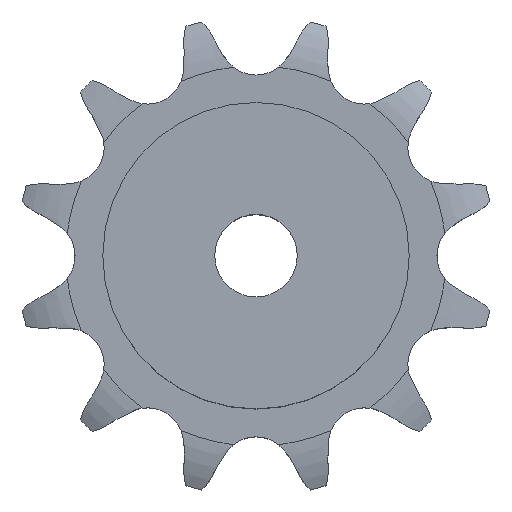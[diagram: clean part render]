
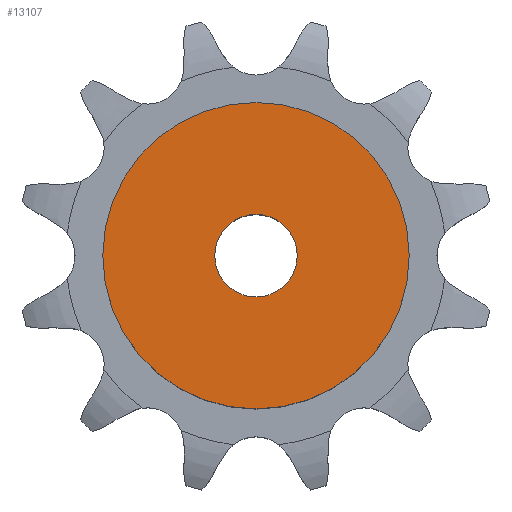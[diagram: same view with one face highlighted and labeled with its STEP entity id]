
A CAD part, top view. The second image highlights one B-rep face of the part: STEP entity #13107.
In plain terms, the highlighted planar face has unit normal (0, 0, 1).
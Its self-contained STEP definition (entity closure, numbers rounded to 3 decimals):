
#2097 = CYLINDRICAL_SURFACE('',#2098,26.);
#2098 = AXIS2_PLACEMENT_3D('',#2099,#2100,#2101);
#2099 = CARTESIAN_POINT('',(0.,0.,0.));
#2100 = DIRECTION('',(-0.,-0.,-1.));
#2101 = DIRECTION('',(1.,0.,0.));
#8510 = VERTEX_POINT('',#8511);
#8511 = CARTESIAN_POINT('',(26.,0.,35.));
#8532 = EDGE_CURVE('',#8510,#8510,#8533,.T.);
#8533 = SURFACE_CURVE('',#8534,(#8539,#8546),.PCURVE_S1.);
#8534 = CIRCLE('',#8535,26.);
#8535 = AXIS2_PLACEMENT_3D('',#8536,#8537,#8538);
#8536 = CARTESIAN_POINT('',(0.,0.,35.));
#8537 = DIRECTION('',(0.,0.,1.));
#8538 = DIRECTION('',(1.,0.,0.));
#8539 = PCURVE('',#2097,#8540);
#8540 = DEFINITIONAL_REPRESENTATION('',(#8541),#8545);
#8541 = LINE('',#8542,#8543);
#8542 = CARTESIAN_POINT('',(-0.,-35.));
#8543 = VECTOR('',#8544,1.);
#8544 = DIRECTION('',(-1.,0.));
#8545 = ( GEOMETRIC_REPRESENTATION_CONTEXT(2) 
PARAMETRIC_REPRESENTATION_CONTEXT() REPRESENTATION_CONTEXT('2D SPACE',''
  ) );
#8546 = PCURVE('',#8547,#8552);
#8547 = PLANE('',#8548);
#8548 = AXIS2_PLACEMENT_3D('',#8549,#8550,#8551);
#8549 = CARTESIAN_POINT('',(0.,0.,35.)
  );
#8550 = DIRECTION('',(0.,0.,1.));
#8551 = DIRECTION('',(1.,0.,0.));
#8552 = DEFINITIONAL_REPRESENTATION('',(#8553),#8557);
#8553 = CIRCLE('',#8554,26.);
#8554 = AXIS2_PLACEMENT_2D('',#8555,#8556);
#8555 = CARTESIAN_POINT('',(0.,0.));
#8556 = DIRECTION('',(1.,0.));
#8557 = ( GEOMETRIC_REPRESENTATION_CONTEXT(2) 
PARAMETRIC_REPRESENTATION_CONTEXT() REPRESENTATION_CONTEXT('2D SPACE',''
  ) );
#11237 = CYLINDRICAL_SURFACE('',#11238,7.);
#11238 = AXIS2_PLACEMENT_3D('',#11239,#11240,#11241);
#11239 = CARTESIAN_POINT('',(0.,0.,135.815));
#11240 = DIRECTION('',(0.,0.,1.));
#11241 = DIRECTION('',(1.,0.,0.));
#13107 = ADVANCED_FACE('',(#13108,#13111),#8547,.T.);
#13108 = FACE_BOUND('',#13109,.T.);
#13109 = EDGE_LOOP('',(#13110));
#13110 = ORIENTED_EDGE('',*,*,#8532,.T.);
#13111 = FACE_BOUND('',#13112,.T.);
#13112 = EDGE_LOOP('',(#13113));
#13113 = ORIENTED_EDGE('',*,*,#13114,.F.);
#13114 = EDGE_CURVE('',#13115,#13115,#13117,.T.);
#13115 = VERTEX_POINT('',#13116);
#13116 = CARTESIAN_POINT('',(7.,0.,35.));
#13117 = SURFACE_CURVE('',#13118,(#13123,#13130),.PCURVE_S1.);
#13118 = CIRCLE('',#13119,7.);
#13119 = AXIS2_PLACEMENT_3D('',#13120,#13121,#13122);
#13120 = CARTESIAN_POINT('',(0.,0.,35.));
#13121 = DIRECTION('',(0.,0.,1.));
#13122 = DIRECTION('',(1.,0.,0.));
#13123 = PCURVE('',#8547,#13124);
#13124 = DEFINITIONAL_REPRESENTATION('',(#13125),#13129);
#13125 = CIRCLE('',#13126,7.);
#13126 = AXIS2_PLACEMENT_2D('',#13127,#13128);
#13127 = CARTESIAN_POINT('',(0.,0.));
#13128 = DIRECTION('',(1.,0.));
#13129 = ( GEOMETRIC_REPRESENTATION_CONTEXT(2) 
PARAMETRIC_REPRESENTATION_CONTEXT() REPRESENTATION_CONTEXT('2D SPACE',''
  ) );
#13130 = PCURVE('',#11237,#13131);
#13131 = DEFINITIONAL_REPRESENTATION('',(#13132),#13136);
#13132 = LINE('',#13133,#13134);
#13133 = CARTESIAN_POINT('',(0.,-100.815));
#13134 = VECTOR('',#13135,1.);
#13135 = DIRECTION('',(1.,0.));
#13136 = ( GEOMETRIC_REPRESENTATION_CONTEXT(2) 
PARAMETRIC_REPRESENTATION_CONTEXT() REPRESENTATION_CONTEXT('2D SPACE',''
  ) );
